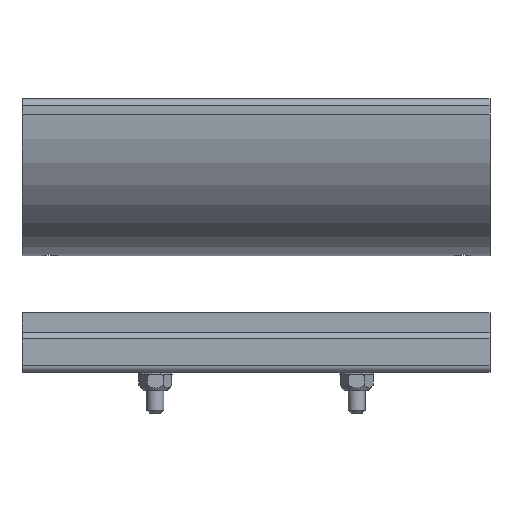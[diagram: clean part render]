
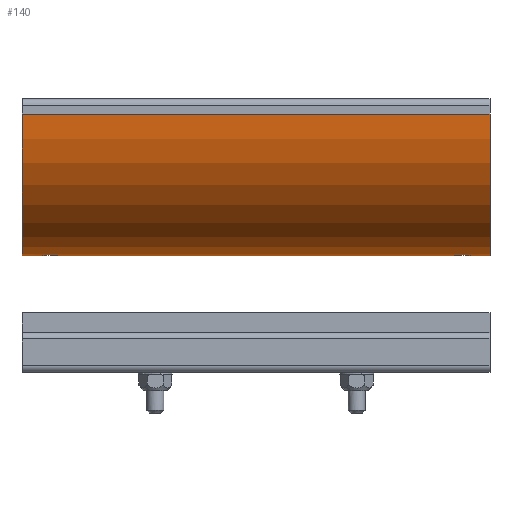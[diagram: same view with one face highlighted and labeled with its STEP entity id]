
A CAD part, left-side view. The second image highlights one B-rep face of the part: STEP entity #140.
In plain terms, the highlighted cylindrical face has radius 50 mm (diameter 100 mm), a partial arc.
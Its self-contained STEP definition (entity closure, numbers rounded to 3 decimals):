
#140=ADVANCED_FACE('',(#2878),#2880,.T.);
#2878=FACE_BOUND('',#2879,.T.);
#2879=EDGE_LOOP('',(#5084,#5085,#5086,#5087,#5088,#5089,#5090,#5091));
#2880=CYLINDRICAL_SURFACE('',#2881,50.);
#2881=AXIS2_PLACEMENT_3D('',#2882,#2883,#2884);
#2882=CARTESIAN_POINT('',(-10.383,-84.264,68.147));
#2883=DIRECTION('',(-0.,1.,-0.));
#2884=DIRECTION('',(0.,0.,-1.));
#5084=ORIENTED_EDGE('',*,*,#6582,.F.);
#5085=ORIENTED_EDGE('',*,*,#6560,.F.);
#5086=ORIENTED_EDGE('',*,*,#6583,.T.);
#5087=ORIENTED_EDGE('',*,*,#6569,.T.);
#5088=ORIENTED_EDGE('',*,*,#6584,.T.);
#5089=ORIENTED_EDGE('',*,*,#6572,.T.);
#5090=ORIENTED_EDGE('',*,*,#6585,.T.);
#5091=ORIENTED_EDGE('',*,*,#6575,.F.);
#6560=EDGE_CURVE('',#7322,#7323,#7324,.T.);
#6569=EDGE_CURVE('',#7336,#7334,#7337,.T.);
#6572=EDGE_CURVE('',#7341,#7339,#7342,.T.);
#6575=EDGE_CURVE('',#7344,#7346,#7347,.T.);
#6582=EDGE_CURVE('',#7323,#7344,#7357,.T.);
#6583=EDGE_CURVE('',#7322,#7336,#7358,.T.);
#6584=EDGE_CURVE('',#7334,#7341,#7359,.T.);
#6585=EDGE_CURVE('',#7339,#7346,#7360,.T.);
#7322=VERTEX_POINT('',#8624);
#7323=VERTEX_POINT('',#8625);
#7324=CIRCLE('',#8626,50.);
#7334=VERTEX_POINT('',#8707);
#7336=VERTEX_POINT('',#8711);
#7337=B_SPLINE_CURVE_WITH_KNOTS('',3,
(#8712,#8713,#8714,#8715,#8716,#8717,#8718,#8719,#8720,#8721,#8722,#8723,#8724,#8725,
#8726,#8727,#8728,#8729,#8730,#8731,#8732,#8733,#8734,#8735,#8736,#8737,#8738,#8739,
#8740),
.UNSPECIFIED.,.F.,.F.,
(4,1,1,1,1,1,1,1,1,1,1,1,1,1,1,1,1,1,1,1,1,1,1,1,1,1,4),
(0.,0.048,0.09,0.127,0.165,0.205,
0.244,0.283,0.322,0.361,0.401,
0.44,0.479,0.518,0.556,0.595,
0.634,0.674,0.713,0.752,0.791,
0.83,0.869,0.908,0.947,0.977,
1.),
.UNSPECIFIED.);
#7339=VERTEX_POINT('',#8744);
#7341=VERTEX_POINT('',#8748);
#7342=B_SPLINE_CURVE_WITH_KNOTS('',3,
(#8749,#8750,#8751,#8752,#8753,#8754,#8755,#8756,#8757,#8758,#8759,#8760,#8761,#8762,
#8763,#8764,#8765,#8766,#8767,#8768,#8769,#8770,#8771,#8772,#8773,#8774,#8775,#8776,
#8777),
.UNSPECIFIED.,.F.,.F.,
(4,1,1,1,1,1,1,1,1,1,1,1,1,1,1,1,1,1,1,1,1,1,1,1,1,1,4),
(0.,0.048,0.09,0.127,0.165,0.205,
0.244,0.283,0.322,0.361,0.401,
0.44,0.479,0.518,0.556,0.595,
0.634,0.674,0.713,0.752,0.791,
0.83,0.869,0.908,0.947,0.977,
1.),
.UNSPECIFIED.);
#7344=VERTEX_POINT('',#8781);
#7346=VERTEX_POINT('',#8785);
#7347=CIRCLE('',#8786,50.);
#7357=LINE('',#8811,#8812);
#7358=LINE('',#8814,#8815);
#7359=LINE('',#8817,#8818);
#7360=LINE('',#8820,#8821);
#8624=CARTESIAN_POINT('',(-10.383,74.736,18.147));
#8625=CARTESIAN_POINT('',(-60.383,74.736,68.147));
#8626=AXIS2_PLACEMENT_3D('',#8627,#8628,#8629);
#8627=CARTESIAN_POINT('',(-10.383,74.736,68.147));
#8628=DIRECTION('',(0.,1.,0.));
#8629=DIRECTION('',(0.,0.,-1.));
#8707=CARTESIAN_POINT('',(-10.383,60.736,18.147));
#8711=CARTESIAN_POINT('',(-10.383,68.736,18.147));
#8712=CARTESIAN_POINT('',(-10.383,68.736,18.147));
#8713=CARTESIAN_POINT('',(-10.587,68.736,18.147));
#8714=CARTESIAN_POINT('',(-10.97,68.708,18.149));
#8715=CARTESIAN_POINT('',(-11.5,68.594,18.158));
#8716=CARTESIAN_POINT('',(-11.972,68.429,18.171));
#8717=CARTESIAN_POINT('',(-12.413,68.215,18.187));
#8718=CARTESIAN_POINT('',(-12.831,67.945,18.206));
#8719=CARTESIAN_POINT('',(-13.214,67.625,18.226));
#8720=CARTESIAN_POINT('',(-13.553,67.262,18.247));
#8721=CARTESIAN_POINT('',(-13.844,66.86,18.266));
#8722=CARTESIAN_POINT('',(-14.082,66.427,18.284));
#8723=CARTESIAN_POINT('',(-14.265,65.969,18.297));
#8724=CARTESIAN_POINT('',(-14.389,65.493,18.307));
#8725=CARTESIAN_POINT('',(-14.453,65.006,18.313));
#8726=CARTESIAN_POINT('',(-14.456,64.516,18.313));
#8727=CARTESIAN_POINT('',(-14.398,64.028,18.308));
#8728=CARTESIAN_POINT('',(-14.28,63.552,18.299));
#8729=CARTESIAN_POINT('',(-14.104,63.092,18.285));
#8730=CARTESIAN_POINT('',(-13.871,62.656,18.268));
#8731=CARTESIAN_POINT('',(-13.586,62.251,18.249));
#8732=CARTESIAN_POINT('',(-13.252,61.884,18.229));
#8733=CARTESIAN_POINT('',(-12.874,61.559,18.208));
#8734=CARTESIAN_POINT('',(-12.458,61.283,18.189));
#8735=CARTESIAN_POINT('',(-12.012,61.059,18.172));
#8736=CARTESIAN_POINT('',(-11.544,60.892,18.159));
#8737=CARTESIAN_POINT('',(-11.095,60.79,18.151));
#8738=CARTESIAN_POINT('',(-10.707,60.744,18.147));
#8739=CARTESIAN_POINT('',(-10.48,60.736,18.147));
#8740=CARTESIAN_POINT('',(-10.383,60.736,18.147));
#8744=CARTESIAN_POINT('',(-10.383,-84.264,18.147));
#8748=CARTESIAN_POINT('',(-10.383,-76.264,18.147));
#8749=CARTESIAN_POINT('',(-10.383,-76.264,18.147));
#8750=CARTESIAN_POINT('',(-10.587,-76.264,18.147));
#8751=CARTESIAN_POINT('',(-10.97,-76.292,18.149));
#8752=CARTESIAN_POINT('',(-11.5,-76.406,18.158));
#8753=CARTESIAN_POINT('',(-11.972,-76.571,18.171));
#8754=CARTESIAN_POINT('',(-12.413,-76.785,18.187));
#8755=CARTESIAN_POINT('',(-12.831,-77.055,18.206));
#8756=CARTESIAN_POINT('',(-13.214,-77.375,18.226));
#8757=CARTESIAN_POINT('',(-13.553,-77.738,18.247));
#8758=CARTESIAN_POINT('',(-13.844,-78.14,18.266));
#8759=CARTESIAN_POINT('',(-14.082,-78.573,18.284));
#8760=CARTESIAN_POINT('',(-14.265,-79.031,18.297));
#8761=CARTESIAN_POINT('',(-14.389,-79.507,18.307));
#8762=CARTESIAN_POINT('',(-14.453,-79.994,18.313));
#8763=CARTESIAN_POINT('',(-14.456,-80.484,18.313));
#8764=CARTESIAN_POINT('',(-14.398,-80.972,18.308));
#8765=CARTESIAN_POINT('',(-14.28,-81.448,18.299));
#8766=CARTESIAN_POINT('',(-14.104,-81.908,18.285));
#8767=CARTESIAN_POINT('',(-13.871,-82.344,18.268));
#8768=CARTESIAN_POINT('',(-13.586,-82.749,18.249));
#8769=CARTESIAN_POINT('',(-13.252,-83.116,18.229));
#8770=CARTESIAN_POINT('',(-12.874,-83.441,18.208));
#8771=CARTESIAN_POINT('',(-12.458,-83.717,18.189));
#8772=CARTESIAN_POINT('',(-12.012,-83.941,18.172));
#8773=CARTESIAN_POINT('',(-11.544,-84.108,18.159));
#8774=CARTESIAN_POINT('',(-11.095,-84.21,18.151));
#8775=CARTESIAN_POINT('',(-10.707,-84.256,18.147));
#8776=CARTESIAN_POINT('',(-10.48,-84.264,18.147));
#8777=CARTESIAN_POINT('',(-10.383,-84.264,18.147));
#8781=CARTESIAN_POINT('',(-60.383,-90.264,68.147));
#8785=CARTESIAN_POINT('',(-10.383,-90.264,18.147));
#8786=AXIS2_PLACEMENT_3D('',#8787,#8788,#8789);
#8787=CARTESIAN_POINT('',(-10.383,-90.264,68.147));
#8788=DIRECTION('',(-0.,-1.,-0.));
#8789=DIRECTION('',(-1.,0.,0.));
#8811=CARTESIAN_POINT('',(-60.383,74.736,68.147));
#8812=VECTOR('',#8813,1.);
#8813=DIRECTION('',(0.,-1.,0.));
#8814=CARTESIAN_POINT('',(-10.383,74.736,18.147));
#8815=VECTOR('',#8816,1.);
#8816=DIRECTION('',(0.,-1.,0.));
#8817=CARTESIAN_POINT('',(-10.383,60.736,18.147));
#8818=VECTOR('',#8819,1.);
#8819=DIRECTION('',(0.,-1.,0.));
#8820=CARTESIAN_POINT('',(-10.383,-84.264,18.147));
#8821=VECTOR('',#8822,1.);
#8822=DIRECTION('',(0.,-1.,0.));
